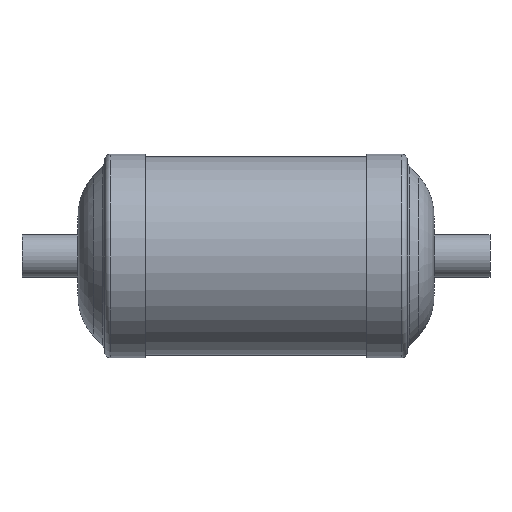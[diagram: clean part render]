
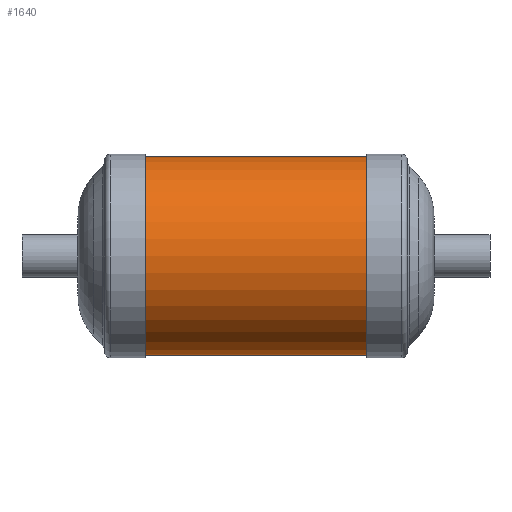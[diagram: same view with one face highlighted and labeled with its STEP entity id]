
A CAD part, left-side view. The second image highlights one B-rep face of the part: STEP entity #1640.
In plain terms, the highlighted cylindrical face has radius 44.45 mm (diameter 88.9 mm), a partial arc.
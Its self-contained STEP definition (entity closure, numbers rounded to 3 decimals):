
#88 = VECTOR ( 'NONE', #1165, 1000. ) ;
#129 = CARTESIAN_POINT ( 'NONE',  ( 0., 65.5, 0. ) ) ;
#175 = ORIENTED_EDGE ( 'NONE', *, *, #1759, .F. ) ;
#184 = ORIENTED_EDGE ( 'NONE', *, *, #1905, .F. ) ;
#191 = CARTESIAN_POINT ( 'NONE',  ( 0., 65.5, 44.45 ) ) ;
#197 = CARTESIAN_POINT ( 'NONE',  ( 0., -49.5, 0. ) ) ;
#293 = VECTOR ( 'NONE', #1528, 1000. ) ;
#311 = VERTEX_POINT ( 'NONE', #1763 ) ;
#344 = LINE ( 'NONE', #191, #88 ) ;
#345 = CARTESIAN_POINT ( 'NONE',  ( 0., -49.5, -44.45 ) ) ;
#432 = DIRECTION ( 'NONE',  ( 0., -1., 0. ) ) ;
#438 = VERTEX_POINT ( 'NONE', #345 ) ;
#731 = VERTEX_POINT ( 'NONE', #1037 ) ;
#761 = DIRECTION ( 'NONE',  ( 0., 1., 0. ) ) ;
#843 = AXIS2_PLACEMENT_3D ( 'NONE', #1258, #761, #1412 ) ;
#876 = AXIS2_PLACEMENT_3D ( 'NONE', #129, #1238, #1858 ) ;
#932 = CYLINDRICAL_SURFACE ( 'NONE', #876, 44.45 ) ;
#1034 = AXIS2_PLACEMENT_3D ( 'NONE', #197, #432, #1372 ) ;
#1037 = CARTESIAN_POINT ( 'NONE',  ( 0., -49.5, 44.45 ) ) ;
#1054 = CARTESIAN_POINT ( 'NONE',  ( 0., 65.5, -44.45 ) ) ;
#1087 = EDGE_CURVE ( 'NONE', #1589, #438, #1223, .T. ) ;
#1088 = EDGE_LOOP ( 'NONE', ( #1605, #184, #1859, #175 ) ) ;
#1165 = DIRECTION ( 'NONE',  ( 0., -1., 0. ) ) ;
#1223 = LINE ( 'NONE', #1054, #293 ) ;
#1238 = DIRECTION ( 'NONE',  ( 0., -1., 0. ) ) ;
#1258 = CARTESIAN_POINT ( 'NONE',  ( 0., 49.5, 0. ) ) ;
#1317 = EDGE_CURVE ( 'NONE', #311, #731, #344, .T. ) ;
#1372 = DIRECTION ( 'NONE',  ( 0., 0., -1. ) ) ;
#1412 = DIRECTION ( 'NONE',  ( 0., 0., 1. ) ) ;
#1528 = DIRECTION ( 'NONE',  ( 0., -1., 0. ) ) ;
#1546 = FACE_OUTER_BOUND ( 'NONE', #1088, .T. ) ;
#1589 = VERTEX_POINT ( 'NONE', #1728 ) ;
#1605 = ORIENTED_EDGE ( 'NONE', *, *, #1317, .F. ) ;
#1640 = ADVANCED_FACE ( 'NONE', ( #1546 ), #932, .T. ) ;
#1679 = CIRCLE ( 'NONE', #1034, 44.45 ) ;
#1728 = CARTESIAN_POINT ( 'NONE',  ( 0., 49.5, -44.45 ) ) ;
#1759 = EDGE_CURVE ( 'NONE', #731, #438, #1679, .T. ) ;
#1763 = CARTESIAN_POINT ( 'NONE',  ( 0., 49.5, 44.45 ) ) ;
#1819 = CIRCLE ( 'NONE', #843, 44.45 ) ;
#1858 = DIRECTION ( 'NONE',  ( 0., 0., -1. ) ) ;
#1859 = ORIENTED_EDGE ( 'NONE', *, *, #1087, .T. ) ;
#1905 = EDGE_CURVE ( 'NONE', #1589, #311, #1819, .T. ) ;
